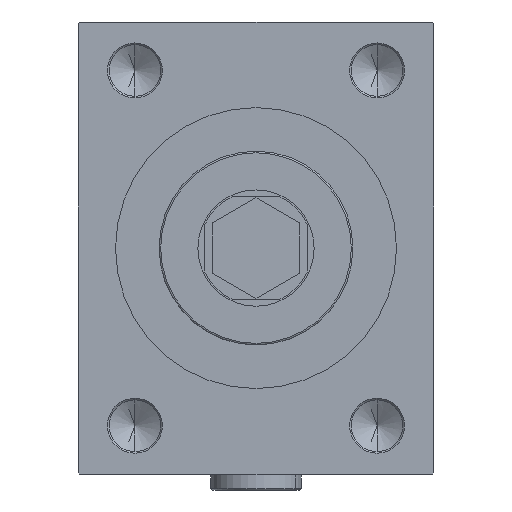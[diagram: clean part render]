
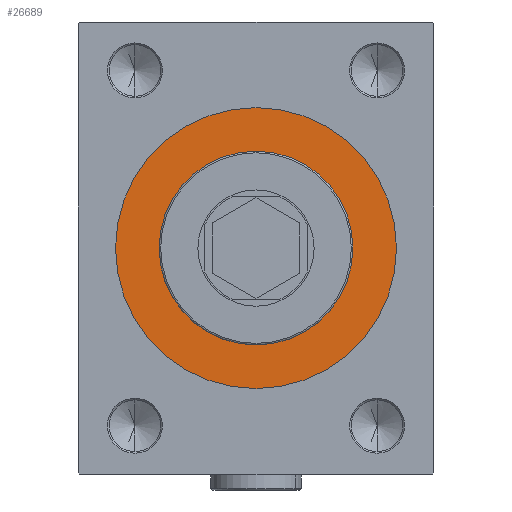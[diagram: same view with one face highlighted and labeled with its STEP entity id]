
A CAD part, left-side view. The second image highlights one B-rep face of the part: STEP entity #26689.
In plain terms, the highlighted face is planar.
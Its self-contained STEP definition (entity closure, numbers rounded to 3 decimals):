
#1381 = EDGE_CURVE ( 'NONE', #47683, #41672, #37988, .T. ) ;
#1753 = AXIS2_PLACEMENT_3D ( 'NONE', #2829, #22566, #15168 ) ;
#2829 = CARTESIAN_POINT ( 'NONE',  ( 148.2, 0., 0. ) ) ;
#3005 = ORIENTED_EDGE ( 'NONE', *, *, #15496, .F. ) ;
#5702 = DIRECTION ( 'NONE',  ( 0., 0., -1. ) ) ;
#6115 = DIRECTION ( 'NONE',  ( 1., 0., 0. ) ) ;
#6556 = VERTEX_POINT ( 'NONE', #13944 ) ;
#6680 = EDGE_LOOP ( 'NONE', ( #13630, #33048 ) ) ;
#10612 = CARTESIAN_POINT ( 'NONE',  ( 148.2, 0., 43.5 ) ) ;
#11778 = AXIS2_PLACEMENT_3D ( 'NONE', #38167, #12517, #42597 ) ;
#12517 = DIRECTION ( 'NONE',  ( 1., 0., 0. ) ) ;
#12741 = VERTEX_POINT ( 'NONE', #10612 ) ;
#12984 = CIRCLE ( 'NONE', #22457, 43.5 ) ;
#13372 = DIRECTION ( 'NONE',  ( 1., 0., 0. ) ) ;
#13630 = ORIENTED_EDGE ( 'NONE', *, *, #16760, .T. ) ;
#13827 = DIRECTION ( 'NONE',  ( 0., 0., -1. ) ) ;
#13928 = EDGE_LOOP ( 'NONE', ( #46352, #3005 ) ) ;
#13944 = CARTESIAN_POINT ( 'NONE',  ( 148.2, 0., -43.5 ) ) ;
#15168 = DIRECTION ( 'NONE',  ( 0., 0., -1. ) ) ;
#15496 = EDGE_CURVE ( 'NONE', #41672, #47683, #17986, .T. ) ;
#16760 = EDGE_CURVE ( 'NONE', #6556, #12741, #33855, .T. ) ;
#17514 = CARTESIAN_POINT ( 'NONE',  ( 148.2, 0., 0. ) ) ;
#17950 = CARTESIAN_POINT ( 'NONE',  ( 148.2, 0., 0. ) ) ;
#17986 = CIRCLE ( 'NONE', #40825, 30. ) ;
#22457 = AXIS2_PLACEMENT_3D ( 'NONE', #17514, #25902, #13827 ) ;
#22566 = DIRECTION ( 'NONE',  ( 1., 0., 0. ) ) ;
#25902 = DIRECTION ( 'NONE',  ( 1., 0., 0. ) ) ;
#26689 = ADVANCED_FACE ( 'NONE', ( #37166, #33501 ), #39907, .T. ) ;
#33048 = ORIENTED_EDGE ( 'NONE', *, *, #37562, .T. ) ;
#33501 = FACE_OUTER_BOUND ( 'NONE', #6680, .T. ) ;
#33855 = CIRCLE ( 'NONE', #11778, 43.5 ) ;
#36202 = DIRECTION ( 'NONE',  ( 0., 0., -1. ) ) ;
#37166 = FACE_BOUND ( 'NONE', #13928, .T. ) ;
#37562 = EDGE_CURVE ( 'NONE', #12741, #6556, #12984, .T. ) ;
#37988 = CIRCLE ( 'NONE', #1753, 30. ) ;
#38167 = CARTESIAN_POINT ( 'NONE',  ( 148.2, 0., 0. ) ) ;
#39907 = PLANE ( 'NONE',  #44249 ) ;
#40825 = AXIS2_PLACEMENT_3D ( 'NONE', #44172, #13372, #5702 ) ;
#41672 = VERTEX_POINT ( 'NONE', #42898 ) ;
#41745 = CARTESIAN_POINT ( 'NONE',  ( 148.2, 0., 30. ) ) ;
#42597 = DIRECTION ( 'NONE',  ( 0., 0., -1. ) ) ;
#42898 = CARTESIAN_POINT ( 'NONE',  ( 148.2, 0., -30. ) ) ;
#44172 = CARTESIAN_POINT ( 'NONE',  ( 148.2, 0., 0. ) ) ;
#44249 = AXIS2_PLACEMENT_3D ( 'NONE', #17950, #6115, #36202 ) ;
#46352 = ORIENTED_EDGE ( 'NONE', *, *, #1381, .F. ) ;
#47683 = VERTEX_POINT ( 'NONE', #41745 ) ;
